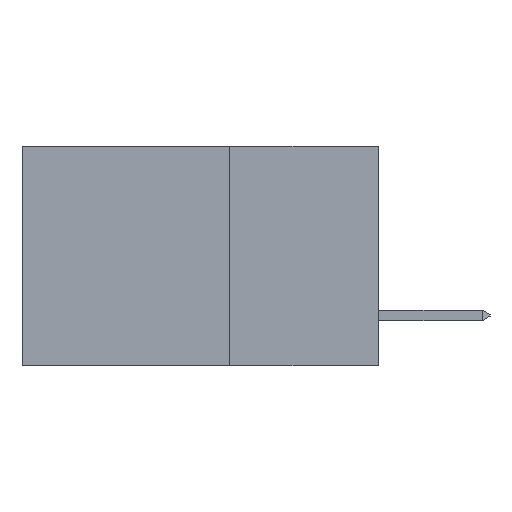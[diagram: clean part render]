
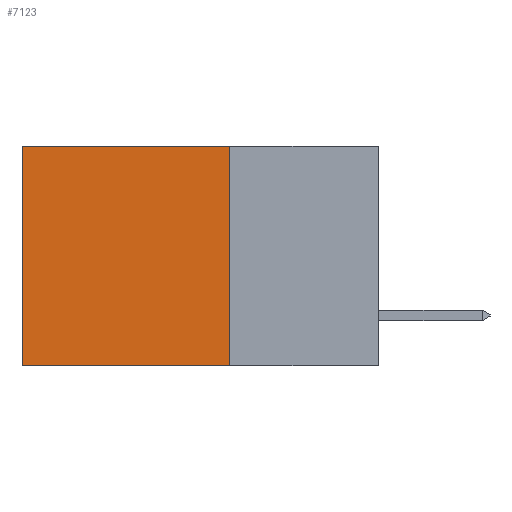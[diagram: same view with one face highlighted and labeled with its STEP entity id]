
A CAD part, left-side view. The second image highlights one B-rep face of the part: STEP entity #7123.
In plain terms, the highlighted planar face has unit normal (-1, 0, 0).
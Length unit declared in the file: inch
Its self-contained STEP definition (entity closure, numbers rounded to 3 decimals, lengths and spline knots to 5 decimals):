
#58 = CARTESIAN_POINT ( 'NONE',  ( 0.298, 0.25, 0. ) ) ;
#191 = FACE_OUTER_BOUND ( 'NONE', #5349, .T. ) ;
#534 = LINE ( 'NONE', #7976, #9136 ) ;
#1073 = CARTESIAN_POINT ( 'NONE',  ( 0.298, 0.6, 0. ) ) ;
#1136 = CARTESIAN_POINT ( 'NONE',  ( 0.298, 0.6, -0.37 ) ) ;
#1391 = ORIENTED_EDGE ( 'NONE', *, *, #3568, .F. ) ;
#1457 = CARTESIAN_POINT ( 'NONE',  ( 0.298, 0.6, 0. ) ) ;
#2398 = DIRECTION ( 'NONE',  ( 1., 0., 0. ) ) ;
#2413 = ORIENTED_EDGE ( 'NONE', *, *, #7862, .T. ) ;
#2447 = AXIS2_PLACEMENT_3D ( 'NONE', #9609, #2398, #8053 ) ;
#2489 = DIRECTION ( 'NONE',  ( 0., 1., 0. ) ) ;
#2683 = DIRECTION ( 'NONE',  ( 0., 0., -1. ) ) ;
#3568 = EDGE_CURVE ( 'NONE', #9418, #5653, #534, .T. ) ;
#3693 = EDGE_CURVE ( 'NONE', #6286, #9418, #4143, .T. ) ;
#4143 = LINE ( 'NONE', #7346, #7880 ) ;
#4179 = LINE ( 'NONE', #1073, #10010 ) ;
#4382 = VERTEX_POINT ( 'NONE', #1457 ) ;
#5349 = EDGE_LOOP ( 'NONE', ( #10391, #1391, #6006, #2413 ) ) ;
#5653 = VERTEX_POINT ( 'NONE', #1136 ) ;
#5802 = LINE ( 'NONE', #58, #7652 ) ;
#5991 = DIRECTION ( 'NONE',  ( 0., 0., -1. ) ) ;
#6006 = ORIENTED_EDGE ( 'NONE', *, *, #3693, .F. ) ;
#6286 = VERTEX_POINT ( 'NONE', #9311 ) ;
#6426 = CARTESIAN_POINT ( 'NONE',  ( 0.298, 0.25, -0.37 ) ) ;
#7123 = ADVANCED_FACE ( 'NONE', ( #191 ), #8016, .F. ) ;
#7346 = CARTESIAN_POINT ( 'NONE',  ( 0.298, 0.25, 0. ) ) ;
#7406 = EDGE_CURVE ( 'NONE', #4382, #5653, #4179, .T. ) ;
#7652 = VECTOR ( 'NONE', #2489, 39.37008 ) ;
#7862 = EDGE_CURVE ( 'NONE', #6286, #4382, #5802, .T. ) ;
#7880 = VECTOR ( 'NONE', #2683, 39.37008 ) ;
#7969 = DIRECTION ( 'NONE',  ( 0., 1., 0. ) ) ;
#7976 = CARTESIAN_POINT ( 'NONE',  ( 0.298, 0.25, -0.37 ) ) ;
#8016 = PLANE ( 'NONE',  #2447 ) ;
#8053 = DIRECTION ( 'NONE',  ( 0., 0., -1. ) ) ;
#9136 = VECTOR ( 'NONE', #7969, 39.37008 ) ;
#9311 = CARTESIAN_POINT ( 'NONE',  ( 0.298, 0.25, 0. ) ) ;
#9418 = VERTEX_POINT ( 'NONE', #6426 ) ;
#9609 = CARTESIAN_POINT ( 'NONE',  ( 0.298, 0.25, 0. ) ) ;
#10010 = VECTOR ( 'NONE', #5991, 39.37008 ) ;
#10391 = ORIENTED_EDGE ( 'NONE', *, *, #7406, .T. ) ;
